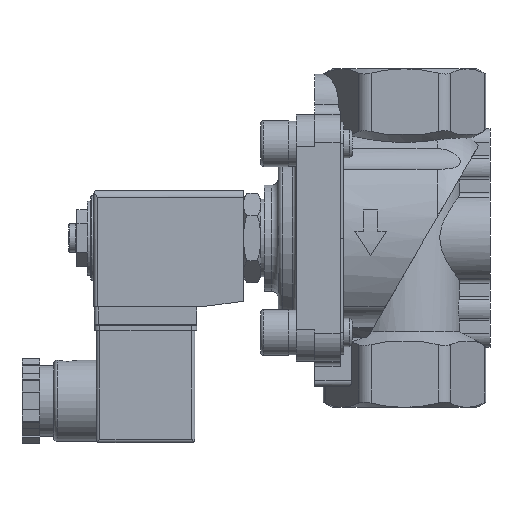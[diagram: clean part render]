
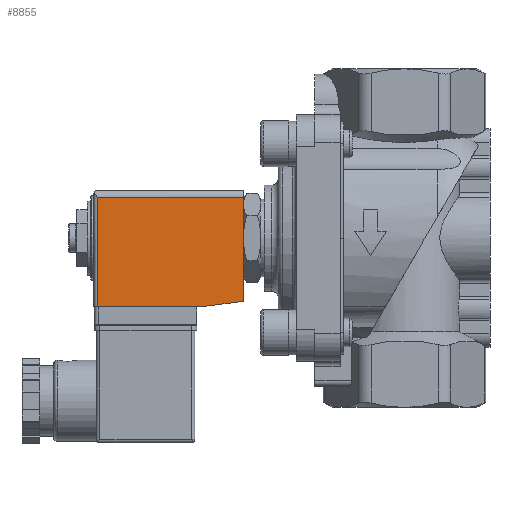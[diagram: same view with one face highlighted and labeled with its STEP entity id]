
A CAD part, left-side view. The second image highlights one B-rep face of the part: STEP entity #8855.
In plain terms, the highlighted planar face has unit normal (-1, 0, 0).
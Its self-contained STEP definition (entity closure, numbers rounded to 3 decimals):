
#997=LINE('',#16131,#1792);
#998=LINE('',#16134,#1793);
#999=LINE('',#16136,#1794);
#1000=LINE('',#16138,#1795);
#1001=LINE('',#16140,#1796);
#1792=VECTOR('',#13037,1000.);
#1793=VECTOR('',#13038,1000.);
#1794=VECTOR('',#13039,1000.);
#1795=VECTOR('',#13040,1000.);
#1796=VECTOR('',#13041,1000.);
#3594=ORIENTED_EDGE('',*,*,#5453,.T.);
#3595=ORIENTED_EDGE('',*,*,#5454,.F.);
#3596=ORIENTED_EDGE('',*,*,#5455,.F.);
#3597=ORIENTED_EDGE('',*,*,#5456,.F.);
#3598=ORIENTED_EDGE('',*,*,#5457,.T.);
#5453=EDGE_CURVE('',#6510,#6511,#997,.T.);
#5454=EDGE_CURVE('',#6512,#6511,#998,.T.);
#5455=EDGE_CURVE('',#6513,#6512,#999,.T.);
#5456=EDGE_CURVE('',#6514,#6513,#1000,.T.);
#5457=EDGE_CURVE('',#6514,#6510,#1001,.F.);
#6510=VERTEX_POINT('',#16132);
#6511=VERTEX_POINT('',#16133);
#6512=VERTEX_POINT('',#16135);
#6513=VERTEX_POINT('',#16137);
#6514=VERTEX_POINT('',#16139);
#7290=EDGE_LOOP('',(#3594,#3595,#3596,#3597,#3598));
#7953=FACE_BOUND('',#7290,.T.);
#8385=PLANE('',#11314);
#8855=ADVANCED_FACE('',(#7953),#8385,.F.);
#11314=AXIS2_PLACEMENT_3D('',#16130,#13035,#13036);
#13035=DIRECTION('',(1.,0.,0.));
#13036=DIRECTION('',(0.,0.,-1.));
#13037=DIRECTION('',(0.,0.,-1.));
#13038=DIRECTION('',(0.,1.,0.));
#13039=DIRECTION('',(0.,0.992,-0.129));
#13040=DIRECTION('',(0.,0.,-1.));
#13041=DIRECTION('',(0.,-1.,0.));
#16130=CARTESIAN_POINT('',(-15.,41.4,12.5));
#16131=CARTESIAN_POINT('',(-15.,41.4,20.));
#16132=CARTESIAN_POINT('',(-15.,41.4,11.5));
#16133=CARTESIAN_POINT('',(-15.,41.4,-19.5));
#16134=CARTESIAN_POINT('',(-15.,12.1,-19.5));
#16135=CARTESIAN_POINT('',(-15.,12.1,-19.5));
#16136=CARTESIAN_POINT('',(-15.,0.,-17.93));
#16137=CARTESIAN_POINT('',(-15.,0.,-17.93));
#16138=CARTESIAN_POINT('',(-15.,0.,13.5));
#16139=CARTESIAN_POINT('',(-15.,0.,11.5));
#16140=CARTESIAN_POINT('',(-15.,44.,11.5));
